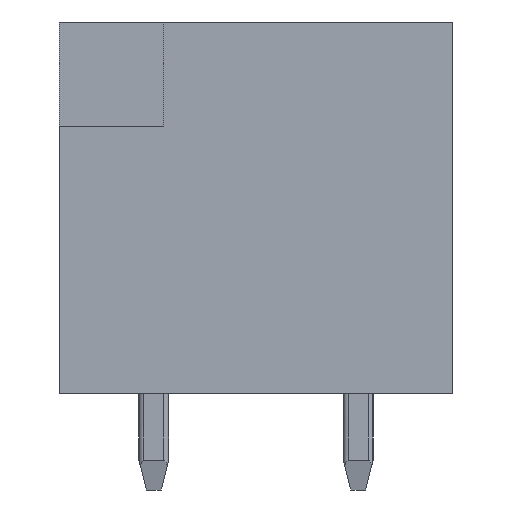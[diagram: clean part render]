
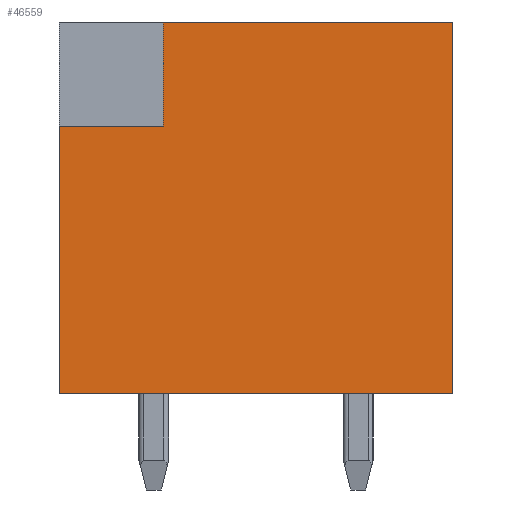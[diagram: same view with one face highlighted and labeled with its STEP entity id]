
A CAD part, left-side view. The second image highlights one B-rep face of the part: STEP entity #46559.
In plain terms, the highlighted planar face has unit normal (-1, 0, 0).
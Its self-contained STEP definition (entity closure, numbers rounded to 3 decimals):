
#9=DIRECTION('',(0.,1.,0.));
#10=VECTOR('',#9,10.6);
#11=CARTESIAN_POINT('',(-59.9,-5.3,-6.3));
#12=LINE('',#11,#10);
#2702=DIRECTION('',(0.,1.,0.));
#2703=VECTOR('',#2702,7.8);
#2704=CARTESIAN_POINT('',(-59.9,-5.3,3.7));
#2705=LINE('',#2704,#2703);
#18314=DIRECTION('',(0.,-1.,0.));
#18315=VECTOR('',#18314,2.8);
#18316=CARTESIAN_POINT('',(-59.9,5.3,0.9));
#18317=LINE('',#18316,#18315);
#18318=DIRECTION('',(0.,0.,-1.));
#18319=VECTOR('',#18318,2.8);
#18320=CARTESIAN_POINT('',(-59.9,2.5,3.7));
#18321=LINE('',#18320,#18319);
#18322=DIRECTION('',(0.,0.,-1.));
#18323=VECTOR('',#18322,10.);
#18324=CARTESIAN_POINT('',(-59.9,-5.3,3.7));
#18325=LINE('',#18324,#18323);
#18330=DIRECTION('',(0.,0.,-1.));
#18331=VECTOR('',#18330,7.2);
#18332=CARTESIAN_POINT('',(-59.9,5.3,0.9));
#18333=LINE('',#18332,#18331);
#23111=CARTESIAN_POINT('',(-59.9,-5.3,-6.3));
#23112=CARTESIAN_POINT('',(-59.9,5.3,-6.3));
#23113=VERTEX_POINT('',#23111);
#23114=VERTEX_POINT('',#23112);
#23115=CARTESIAN_POINT('',(-59.9,-5.3,3.7));
#23116=VERTEX_POINT('',#23115);
#23151=CARTESIAN_POINT('',(-59.9,2.5,0.9));
#23152=VERTEX_POINT('',#23151);
#23155=CARTESIAN_POINT('',(-59.9,5.3,0.9));
#23156=VERTEX_POINT('',#23155);
#23159=CARTESIAN_POINT('',(-59.9,2.5,3.7));
#23160=VERTEX_POINT('',#23159);
#46545=CARTESIAN_POINT('',(-59.9,-5.3,3.7));
#46546=DIRECTION('',(1.,0.,0.));
#46547=DIRECTION('',(0.,1.,0.));
#46548=AXIS2_PLACEMENT_3D('',#46545,#46546,#46547);
#46549=PLANE('',#46548);
#46550=ORIENTED_EDGE('',*,*,#46525,.T.);
#46551=ORIENTED_EDGE('',*,*,#46540,.F.);
#46552=ORIENTED_EDGE('',*,*,#25240,.F.);
#46553=ORIENTED_EDGE('',*,*,#23168,.T.);
#46554=ORIENTED_EDGE('',*,*,#23184,.T.);
#46556=ORIENTED_EDGE('',*,*,#46555,.F.);
#46557=EDGE_LOOP('',(#46550,#46551,#46552,#46553,#46554,#46556));
#46558=FACE_OUTER_BOUND('',#46557,.F.);
#46559=ADVANCED_FACE('',(#46558),#46549,.F.);
#23168=EDGE_CURVE('',#23116,#23113,#18325,.T.);
#23184=EDGE_CURVE('',#23113,#23114,#12,.T.);
#25240=EDGE_CURVE('',#23116,#23160,#2705,.T.);
#46525=EDGE_CURVE('',#23156,#23152,#18317,.T.);
#46540=EDGE_CURVE('',#23160,#23152,#18321,.T.);
#46555=EDGE_CURVE('',#23156,#23114,#18333,.T.);
